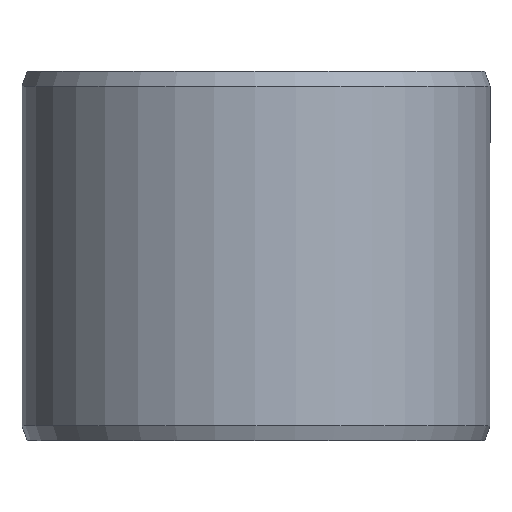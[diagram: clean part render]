
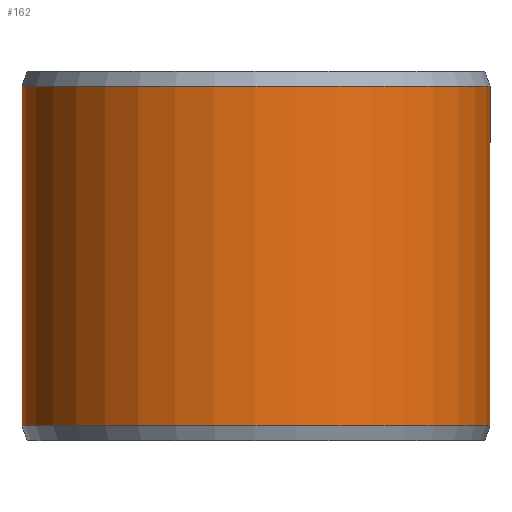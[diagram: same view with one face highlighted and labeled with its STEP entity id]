
A CAD part, front view. The second image highlights one B-rep face of the part: STEP entity #162.
In plain terms, the highlighted cylindrical face has radius 19 mm (diameter 38 mm), a partial arc.
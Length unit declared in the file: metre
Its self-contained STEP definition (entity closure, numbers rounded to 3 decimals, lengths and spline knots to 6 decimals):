
#162=ADVANCED_FACE('',(#185,#186),#187,.T.);
#185=FACE_OUTER_BOUND('',#211,.T.);
#186=FACE_BOUND('',#212,.T.);
#187=CYLINDRICAL_SURFACE('',#213,0.019);
#211=EDGE_LOOP('',(#289,#290,#291,#292));
#212=EDGE_LOOP('',(#293));
#213=AXIS2_PLACEMENT_3D('',#294,#295,#296);
#289=ORIENTED_EDGE('',*,*,#314,.T.);
#290=ORIENTED_EDGE('',*,*,#323,.F.);
#291=ORIENTED_EDGE('',*,*,#309,.F.);
#292=ORIENTED_EDGE('',*,*,#324,.T.);
#293=ORIENTED_EDGE('',*,*,#327,.T.);
#294=CARTESIAN_POINT('',(0.,0.,0.0));
#295=DIRECTION('',(0.,0.0,-1.0));
#296=DIRECTION('',(-1.0,0.0,0.));
#309=EDGE_CURVE('',#341,#342,#343,.T.);
#314=EDGE_CURVE('',#351,#349,#352,.T.);
#323=EDGE_CURVE('',#342,#349,#365,.T.);
#324=EDGE_CURVE('',#341,#351,#366,.T.);
#327=EDGE_CURVE('',#370,#370,#371,.T.);
#341=VERTEX_POINT('',#389);
#342=VERTEX_POINT('',#390);
#343=CIRCLE('',#391,0.019);
#349=VERTEX_POINT('',#399);
#351=VERTEX_POINT('',#402);
#352=CIRCLE('',#403,0.019);
#365=LINE('',#422,#423);
#366=LINE('',#424,#425);
#370=VERTEX_POINT('',#493);
#371=B_SPLINE_CURVE_WITH_KNOTS('',3,(#494,#495,#496,#497,#498,#499,#500,#501,#502,#503,#504,#505,#506,#507,#508,#509,#510,#511,#512,#513,#514,#515,#516,#517,#518,#519,#520,#521,#522,#523,#524,#525,#526,#527,#528,#529,#530,#531,#532,#533,#534,#535,#536,#537,#538,#539,#540,#541,#542,#543,#544,#545,#546,#547,#548,#549,#550,#551,#552,#553,#554,#555,#556,#557,#558,#559),.UNSPECIFIED.,.T.,.F.,(2,2,2,2,2,2,2,2,2,2,2,2,2,2,2,2,2,2,2,2,2,2,2,2,2,2,2,2,2,2,2,2,2,2,2),(-0.000587,0.0,0.000587,0.001174,0.001761,0.002348,0.002935,0.003522,0.004109,0.004696,0.005284,0.005871,0.006458,0.007045,0.007632,0.008219,0.008806,0.009393,0.00998,0.010567,0.011154,0.011741,0.012328,0.012915,0.013502,0.014089,0.014676,0.015263,0.015851,0.016438,0.017025,0.017612,0.018199,0.018786,0.019373),.UNSPECIFIED.);
#389=CARTESIAN_POINT('',(0.000332,0.018997,0.0012));
#390=CARTESIAN_POINT('',(0.,0.019,0.0012));
#391=AXIS2_PLACEMENT_3D('',#573,#574,#575);
#399=CARTESIAN_POINT('',(0.,0.019,0.0288));
#402=CARTESIAN_POINT('',(0.000332,0.018997,0.0288));
#403=AXIS2_PLACEMENT_3D('',#582,#583,#584);
#422=CARTESIAN_POINT('',(0.,0.019,0.0012));
#423=VECTOR('',#597,1.0);
#424=CARTESIAN_POINT('',(0.000332,0.018997,0.0012));
#425=VECTOR('',#598,1.0);
#493=CARTESIAN_POINT('',(0.014537,-0.012234,0.015));
#494=CARTESIAN_POINT('',(0.014537,-0.012234,0.014801));
#495=CARTESIAN_POINT('',(0.014537,-0.012234,0.015199));
#496=CARTESIAN_POINT('',(0.01455,-0.012219,0.015394));
#497=CARTESIAN_POINT('',(0.014599,-0.01216,0.015778));
#498=CARTESIAN_POINT('',(0.014637,-0.012115,0.015968));
#499=CARTESIAN_POINT('',(0.014733,-0.011997,0.016331));
#500=CARTESIAN_POINT('',(0.014792,-0.011925,0.016504));
#501=CARTESIAN_POINT('',(0.014929,-0.011753,0.016829));
#502=CARTESIAN_POINT('',(0.015007,-0.011653,0.016983));
#503=CARTESIAN_POINT('',(0.015176,-0.011432,0.01726));
#504=CARTESIAN_POINT('',(0.015267,-0.011311,0.017384));
#505=CARTESIAN_POINT('',(0.015461,-0.011045,0.017603));
#506=CARTESIAN_POINT('',(0.015562,-0.010902,0.017696));
#507=CARTESIAN_POINT('',(0.015766,-0.010604,0.017846));
#508=CARTESIAN_POINT('',(0.015872,-0.010447,0.017904));
#509=CARTESIAN_POINT('',(0.016081,-0.010121,0.017981));
#510=CARTESIAN_POINT('',(0.016184,-0.009955,0.018));
#511=CARTESIAN_POINT('',(0.016386,-0.009619,0.018));
#512=CARTESIAN_POINT('',(0.016486,-0.009447,0.017981));
#513=CARTESIAN_POINT('',(0.016674,-0.009111,0.017904));
#514=CARTESIAN_POINT('',(0.016763,-0.008946,0.017847));
#515=CARTESIAN_POINT('',(0.016932,-0.008623,0.017697));
#516=CARTESIAN_POINT('',(0.01701,-0.008466,0.017603));
#517=CARTESIAN_POINT('',(0.017153,-0.008173,0.017386));
#518=CARTESIAN_POINT('',(0.017218,-0.008035,0.017262));
#519=CARTESIAN_POINT('',(0.017335,-0.007779,0.016982));
#520=CARTESIAN_POINT('',(0.017386,-0.007665,0.016831));
#521=CARTESIAN_POINT('',(0.017473,-0.007464,0.016507));
#522=CARTESIAN_POINT('',(0.01751,-0.007376,0.016331));
#523=CARTESIAN_POINT('',(0.017568,-0.007236,0.015968));
#524=CARTESIAN_POINT('',(0.01759,-0.007182,0.015781));
#525=CARTESIAN_POINT('',(0.01762,-0.00711,0.015396));
#526=CARTESIAN_POINT('',(0.017627,-0.007092,0.015197));
#527=CARTESIAN_POINT('',(0.017627,-0.007091,0.014805));
#528=CARTESIAN_POINT('',(0.01762,-0.007109,0.01461));
#529=CARTESIAN_POINT('',(0.017591,-0.007181,0.014222));
#530=CARTESIAN_POINT('',(0.017569,-0.007235,0.014033));
#531=CARTESIAN_POINT('',(0.017511,-0.007375,0.013672));
#532=CARTESIAN_POINT('',(0.017474,-0.007462,0.013497));
#533=CARTESIAN_POINT('',(0.017386,-0.007664,0.01317));
#534=CARTESIAN_POINT('',(0.017336,-0.007778,0.013019));
#535=CARTESIAN_POINT('',(0.01722,-0.008031,0.012742));
#536=CARTESIAN_POINT('',(0.017154,-0.008171,0.012616));
#537=CARTESIAN_POINT('',(0.017011,-0.008465,0.012398));
#538=CARTESIAN_POINT('',(0.016934,-0.008619,0.012306));
#539=CARTESIAN_POINT('',(0.016765,-0.008942,0.012154));
#540=CARTESIAN_POINT('',(0.016675,-0.009109,0.012097));
#541=CARTESIAN_POINT('',(0.016488,-0.009444,0.01202));
#542=CARTESIAN_POINT('',(0.01639,-0.009614,0.012));
#543=CARTESIAN_POINT('',(0.016185,-0.009954,0.012));
#544=CARTESIAN_POINT('',(0.016082,-0.010119,0.012019));
#545=CARTESIAN_POINT('',(0.015874,-0.010442,0.012095));
#546=CARTESIAN_POINT('',(0.015768,-0.010601,0.012153));
#547=CARTESIAN_POINT('',(0.015563,-0.010901,0.012303));
#548=CARTESIAN_POINT('',(0.015463,-0.011042,0.012395));
#549=CARTESIAN_POINT('',(0.01527,-0.011307,0.012613));
#550=CARTESIAN_POINT('',(0.015177,-0.011431,0.012739));
#551=CARTESIAN_POINT('',(0.015008,-0.011652,0.013015));
#552=CARTESIAN_POINT('',(0.014931,-0.011751,0.013166));
#553=CARTESIAN_POINT('',(0.014793,-0.011924,0.013494));
#554=CARTESIAN_POINT('',(0.014734,-0.011997,0.013667));
#555=CARTESIAN_POINT('',(0.014637,-0.012114,0.014028));
#556=CARTESIAN_POINT('',(0.0146,-0.012159,0.014218));
#557=CARTESIAN_POINT('',(0.01455,-0.012219,0.014605));
#558=CARTESIAN_POINT('',(0.014537,-0.012234,0.014801));
#559=CARTESIAN_POINT('',(0.014537,-0.012234,0.015199));
#573=CARTESIAN_POINT('',(0.,0.,0.0012));
#574=DIRECTION('',(0.,0.0,-1.0));
#575=DIRECTION('',(-1.0,0.0,0.));
#582=CARTESIAN_POINT('',(0.,0.,0.0288));
#583=DIRECTION('',(0.,0.0,-1.0));
#584=DIRECTION('',(-1.0,0.0,0.));
#597=DIRECTION('',(0.,0.0,1.0));
#598=DIRECTION('',(0.,0.,1.0));
